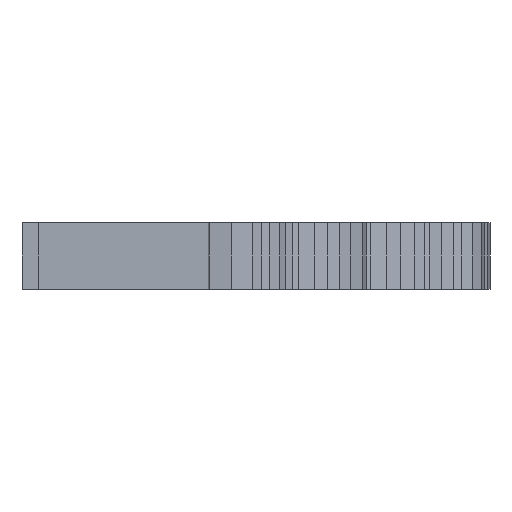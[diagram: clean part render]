
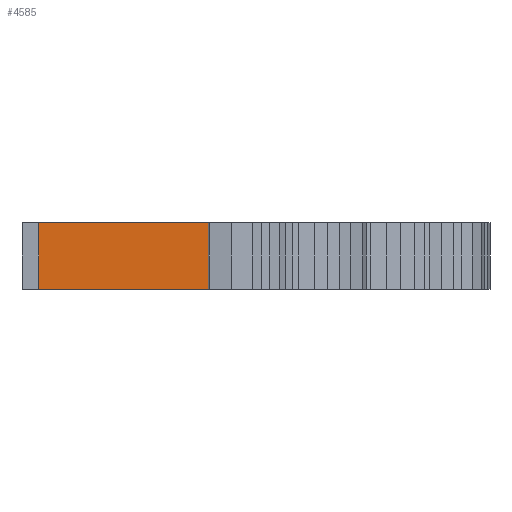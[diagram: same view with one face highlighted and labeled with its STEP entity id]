
A CAD part, left-side view. The second image highlights one B-rep face of the part: STEP entity #4585.
In plain terms, the highlighted planar face has unit normal (-1, 0.004, 0).
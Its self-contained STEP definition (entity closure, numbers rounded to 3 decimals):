
#163=PLANE('',#4859);
#454=FACE_OUTER_BOUND('',#690,.T.);
#690=EDGE_LOOP('',(#4070,#4071,#4072,#4073));
#938=LINE('',#6686,#1544);
#1051=LINE('',#6912,#1657);
#1270=LINE('',#7348,#1876);
#1271=LINE('',#7350,#1877);
#1544=VECTOR('',#5290,10.);
#1657=VECTOR('',#5497,10.);
#1876=VECTOR('',#5854,10.);
#1877=VECTOR('',#5857,10.);
#2168=VERTEX_POINT('',#6683);
#2169=VERTEX_POINT('',#6685);
#2234=VERTEX_POINT('',#6909);
#2235=VERTEX_POINT('',#6911);
#2651=EDGE_CURVE('',#2169,#2168,#938,.T.);
#2764=EDGE_CURVE('',#2235,#2234,#1051,.T.);
#2983=EDGE_CURVE('',#2235,#2168,#1270,.T.);
#2984=EDGE_CURVE('',#2234,#2169,#1271,.T.);
#4070=ORIENTED_EDGE('',*,*,#2651,.T.);
#4071=ORIENTED_EDGE('',*,*,#2983,.F.);
#4072=ORIENTED_EDGE('',*,*,#2764,.T.);
#4073=ORIENTED_EDGE('',*,*,#2984,.T.);
#4585=ADVANCED_FACE('',(#454),#163,.F.);
#4859=AXIS2_PLACEMENT_3D('',#7349,#5855,#5856);
#5290=DIRECTION('',(-0.004,-1.,0.));
#5497=DIRECTION('',(0.004,1.,0.));
#5854=DIRECTION('',(0.,0.,-1.));
#5855=DIRECTION('center_axis',(1.,-0.004,0.));
#5856=DIRECTION('ref_axis',(-0.004,-1.,0.));
#5857=DIRECTION('',(0.,0.,-1.));
#6683=CARTESIAN_POINT('',(102.49,-72.231,0.033));
#6685=CARTESIAN_POINT('',(102.655,-25.419,0.033));
#6686=CARTESIAN_POINT('',(102.55,-55.346,0.033));
#6909=CARTESIAN_POINT('',(102.655,-25.419,18.3));
#6911=CARTESIAN_POINT('',(102.49,-72.231,18.3));
#6912=CARTESIAN_POINT('',(102.55,-55.346,18.3));
#7348=CARTESIAN_POINT('',(102.49,-72.231,21.6));
#7349=CARTESIAN_POINT('Origin',(102.655,-25.42,21.6));
#7350=CARTESIAN_POINT('',(102.655,-25.419,21.6));
